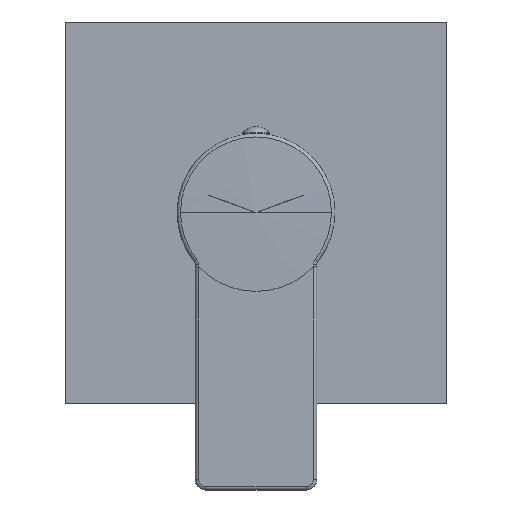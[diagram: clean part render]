
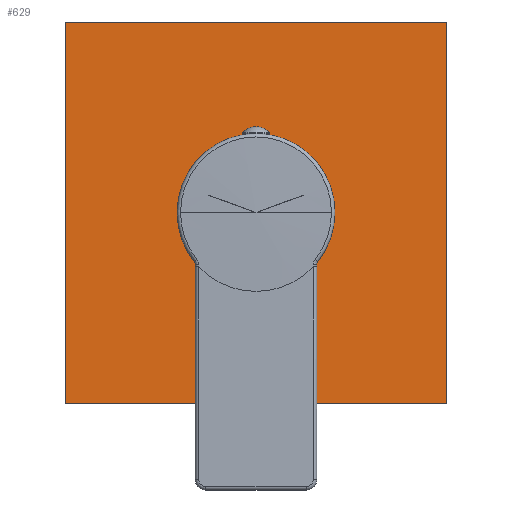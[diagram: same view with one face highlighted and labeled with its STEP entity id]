
A CAD part, top view. The second image highlights one B-rep face of the part: STEP entity #629.
In plain terms, the highlighted planar face has unit normal (0, 0, 1).
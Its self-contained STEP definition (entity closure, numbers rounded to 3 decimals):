
#100=CARTESIAN_POINT('',(0.,0.,46.5));
#101=DIRECTION('',(0.,0.,1.));
#102=DIRECTION('',(-1.,0.,0.));
#103=AXIS2_PLACEMENT_3D('',#100,#101,#102);
#110=DIRECTION('',(0.,1.,0.));
#111=VECTOR('',#110,110.);
#112=CARTESIAN_POINT('',(55.,-55.,46.5));
#113=LINE('',#112,#111);
#114=DIRECTION('',(1.,0.,0.));
#115=VECTOR('',#114,110.);
#116=CARTESIAN_POINT('',(-55.,-55.,46.5));
#117=LINE('',#116,#115);
#118=DIRECTION('',(0.,-1.,0.));
#119=VECTOR('',#118,110.);
#120=CARTESIAN_POINT('',(-55.,55.,46.5));
#121=LINE('',#120,#119);
#122=DIRECTION('',(-1.,0.,0.));
#123=VECTOR('',#122,110.);
#124=CARTESIAN_POINT('',(55.,55.,46.5));
#125=LINE('',#124,#123);
#158=CARTESIAN_POINT('',(0.,0.,46.5));
#159=DIRECTION('',(0.,0.,1.));
#160=DIRECTION('',(1.,0.,0.));
#161=AXIS2_PLACEMENT_3D('',#158,#159,#160);
#352=CARTESIAN_POINT('',(55.,-55.,46.5));
#353=CARTESIAN_POINT('',(55.,55.,46.5));
#354=VERTEX_POINT('',#352);
#355=VERTEX_POINT('',#353);
#356=CARTESIAN_POINT('',(-55.,55.,46.5));
#357=VERTEX_POINT('',#356);
#358=CARTESIAN_POINT('',(-55.,-55.,46.5));
#359=VERTEX_POINT('',#358);
#368=CARTESIAN_POINT('',(-22.4,0.,46.5));
#369=CARTESIAN_POINT('',(22.4,0.,46.5));
#370=VERTEX_POINT('',#368);
#371=VERTEX_POINT('',#369);
#609=CARTESIAN_POINT('',(0.,0.,46.5));
#610=DIRECTION('',(0.,0.,1.));
#611=DIRECTION('',(-1.,0.,0.));
#612=AXIS2_PLACEMENT_3D('',#609,#610,#611);
#613=PLANE('',#612);
#615=ORIENTED_EDGE('',*,*,#614,.F.);
#617=ORIENTED_EDGE('',*,*,#616,.F.);
#619=ORIENTED_EDGE('',*,*,#618,.F.);
#621=ORIENTED_EDGE('',*,*,#620,.F.);
#622=EDGE_LOOP('',(#615,#617,#619,#621));
#623=FACE_OUTER_BOUND('',#622,.F.);
#624=ORIENTED_EDGE('',*,*,#592,.T.);
#626=ORIENTED_EDGE('',*,*,#625,.T.);
#627=EDGE_LOOP('',(#624,#626));
#628=FACE_BOUND('',#627,.F.);
#629=ADVANCED_FACE('',(#623,#628),#613,.T.);
#104=CIRCLE('',#103,22.4);
#162=CIRCLE('',#161,22.4);
#592=EDGE_CURVE('',#370,#371,#104,.T.);
#614=EDGE_CURVE('',#354,#355,#113,.T.);
#616=EDGE_CURVE('',#359,#354,#117,.T.);
#618=EDGE_CURVE('',#357,#359,#121,.T.);
#620=EDGE_CURVE('',#355,#357,#125,.T.);
#625=EDGE_CURVE('',#371,#370,#162,.T.);
